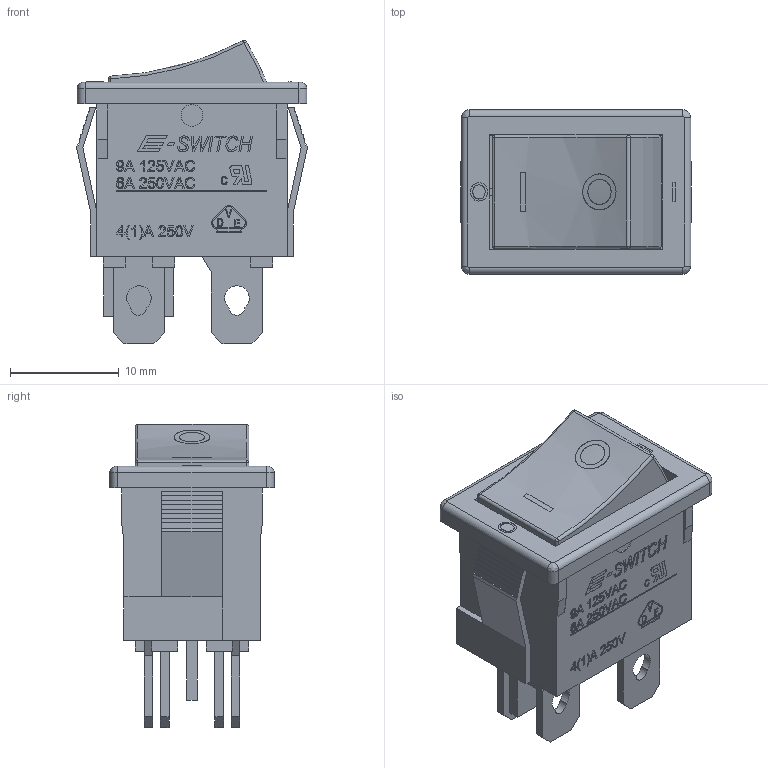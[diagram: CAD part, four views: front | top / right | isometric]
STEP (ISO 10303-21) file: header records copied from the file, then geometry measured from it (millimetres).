
FILE_DESCRIPTION(/* description */ (''),/* implementation_level */ '2;1');
FILE_NAME(/* name */ 'R1973BxxxxxxGF0.stp',/* time_stamp */ '2026-01-24T02:51:53-06:00',/* author */ ('jmeyers'),/* organization */ (''),/* preprocessor_version */ 'ST-DEVELOPER v18.1',/* originating_system */ 'Autodesk Inventor 2022',/* authorisation */ '');
FILE_SCHEMA (('AUTOMOTIVE_DESIGN { 1 0 10303 214 3 1 1 }'));
Length unit declared in the file: inch
Products named in the file (1): Part5
Bounding box: 21.2 x 15.1 x 27.83 mm (x, y, z)
Volume: 2149.1 mm3; surface area: 4772.8 mm2
Topology: 1 solids, 1 shells, 927 faces, 2520 edges, 1658 vertices
Faces by surface type: plane 590, bspline 280, cylinder 47, torus 6, sphere 4
Full cylindrical faces by diameter (mm): 2 x4
Entity records: 32081 total; most frequent: CARTESIAN_POINT 10418, ORIENTED_EDGE 5040, DIRECTION 3372, EDGE_CURVE 2520, LINE 1852, VECTOR 1852, VERTEX_POINT 1658, EDGE_LOOP 1022
